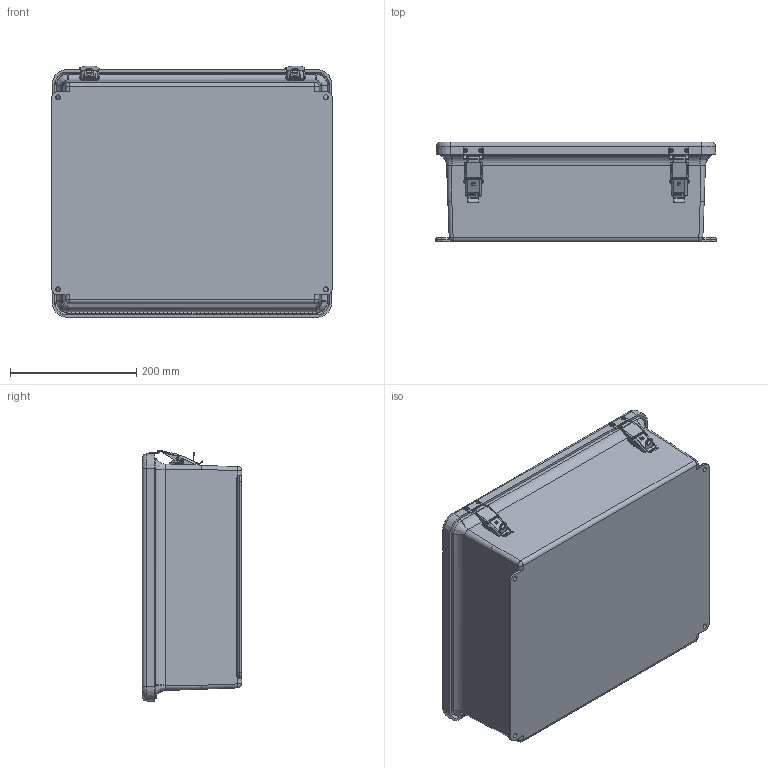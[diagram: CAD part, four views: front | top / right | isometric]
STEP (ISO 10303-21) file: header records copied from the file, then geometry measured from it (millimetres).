
FILE_DESCRIPTION (( 'STEP AP214' ), '1' );
FILE_NAME ('NBF161406-KIT01_3D.step', '2024-06-03T14:32:34', ( '' ), ( '' ), 'SwSTEP 2.0', 'SolidWorks 2022', '' );
FILE_SCHEMA (( 'AUTOMOTIVE_DESIGN' ));
Length unit declared in the file: inch
Products named in the file (25): 1BE04-034; J1614HL_2; GASKET_1614; HPL LOCKING LAYER_3; RMINS45821P_52; RMINS45821P_50; J1614HLCVR; RMHINGPIN15; NBF161406-KIT01_3D; RMLATJHPL_5; RMRIV43_3; HPL latch pin; HPL HOOK BLADE_3; RMHINGCOV15; RMINS45821P_49; J1614BHL; HPL ANCHOR PLATE_3; RMLATJHPL_6; RMHING15; HPL latch pin_3; XFS-0020_91735A827; RMKEEPJHPL_3; HPL latch pin 2_3; RMHINGBOX15; RMINS45821P_51
Assembly tree (49 placements, depth 3):
  NBF161406-KIT01_3D
    J1614BHL
      J1614HL_2
      RMINS45821P_49
      RMINS45821P_50
      RMINS45821P_51
      RMINS45821P_52
    J1614HLCVR
    GASKET_1614
    RMHING15
      RMHINGCOV15
      RMHINGBOX15
      RMHINGPIN15
    RMRIV43_3  x18
    RMLATJHPL_5
      HPL ANCHOR PLATE_3
      HPL LOCKING LAYER_3
      HPL HOOK BLADE_3
      HPL latch pin_3
      HPL latch pin 2_3
    RMLATJHPL_6
      HPL ANCHOR PLATE_3
      HPL LOCKING LAYER_3
      HPL HOOK BLADE_3
      HPL latch pin
      HPL latch pin 2_3
    RMKEEPJHPL_3  x2
    XFS-0020_91735A827  x4
    1BE04-034
Bounding box: 445.29 x 157.71 x 398.93 mm (x, y, z)
Volume: 2681129 mm3; surface area: 1526354.1 mm2
Topology: 43 solids, 45 shells, 1977 faces, 5290 edges, 3442 vertices
Faces by surface type: cylinder 1102, plane 613, cone 118, bspline 100, torus 36, sphere 8
Entity records: 61432 total; most frequent: CARTESIAN_POINT 14669, ORIENTED_EDGE 6822, DIRECTION 6696, EDGE_CURVE 3413, AXIS2_PLACEMENT_3D 2496, VERTEX_POINT 2222, LINE 1704, VECTOR 1704
